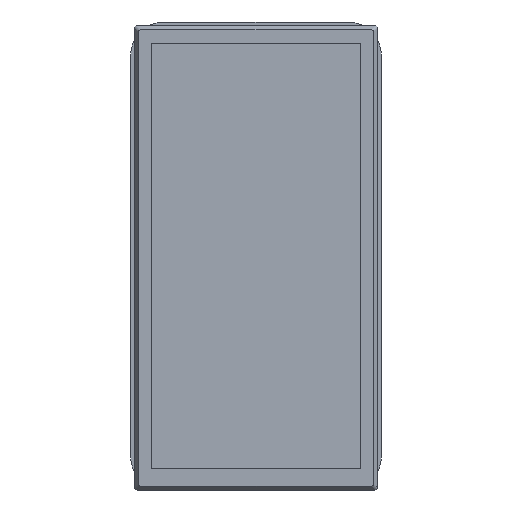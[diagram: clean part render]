
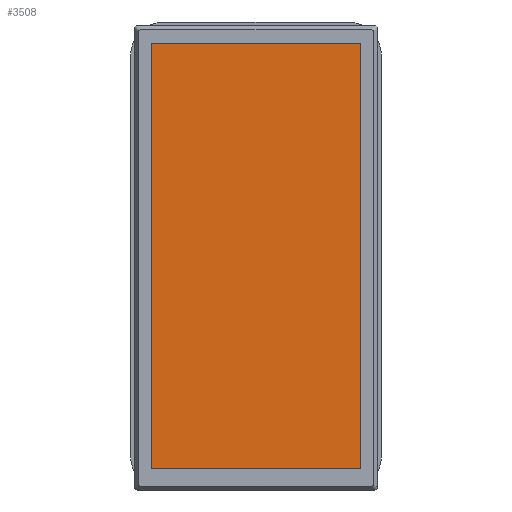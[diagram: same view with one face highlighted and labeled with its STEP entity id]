
A CAD part, front view. The second image highlights one B-rep face of the part: STEP entity #3508.
In plain terms, the highlighted planar face has unit normal (0, -1, 0).
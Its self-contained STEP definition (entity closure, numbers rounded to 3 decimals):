
#70 = ORIENTED_EDGE ( 'NONE', *, *, #3256, .F. ) ;
#71 = ORIENTED_EDGE ( 'NONE', *, *, #3260, .F. ) ;
#72 = ORIENTED_EDGE ( 'NONE', *, *, #3250, .F. ) ;
#73 = ORIENTED_EDGE ( 'NONE', *, *, #3253, .F. ) ;
#303 = CARTESIAN_POINT ( 'NONE',  ( -92.5, 0., -178.5 ) ) ;
#304 = CARTESIAN_POINT ( 'NONE',  ( -92.5, 0., 178.5 ) ) ;
#307 = CARTESIAN_POINT ( 'NONE',  ( 92.5, 0., 178.5 ) ) ;
#309 = CARTESIAN_POINT ( 'NONE',  ( 92.5, 0., -178.5 ) ) ;
#351 = AXIS2_PLACEMENT_3D ( 'NONE', #2126, #2127, #2128 ) ;
#353 = FACE_OUTER_BOUND ( 'NONE', #1906, .T. ) ;
#462 = VECTOR ( 'NONE', #2814, 1000. ) ;
#464 = VECTOR ( 'NONE', #2820, 1000. ) ;
#467 = VECTOR ( 'NONE', #2829, 1000. ) ;
#1906 = EDGE_LOOP ( 'NONE', ( #71, #72, #73, #70 ) ) ;
#2125 = PLANE ( 'NONE',  #351 ) ;
#2126 = CARTESIAN_POINT ( 'NONE',  ( -92.5, 0., 178.5 ) ) ;
#2127 = DIRECTION ( 'NONE',  ( 0., 1., 0. ) ) ;
#2128 = DIRECTION ( 'NONE',  ( 0., 0., 1. ) ) ;
#2383 = VERTEX_POINT ( 'NONE', #303 ) ;
#2384 = VERTEX_POINT ( 'NONE', #304 ) ;
#2387 = VERTEX_POINT ( 'NONE', #307 ) ;
#2389 = VERTEX_POINT ( 'NONE', #309 ) ;
#2812 = LINE ( 'NONE', #2813, #462 ) ;
#2813 = CARTESIAN_POINT ( 'NONE',  ( -92.5, 0., -178.5 ) ) ;
#2814 = DIRECTION ( 'NONE',  ( -1., 0., 0. ) ) ;
#2818 = LINE ( 'NONE', #2819, #464 ) ;
#2819 = CARTESIAN_POINT ( 'NONE',  ( 92.5, 0., -178.5 ) ) ;
#2820 = DIRECTION ( 'NONE',  ( 0., 0., -1. ) ) ;
#2827 = LINE ( 'NONE', #2828, #467 ) ;
#2828 = CARTESIAN_POINT ( 'NONE',  ( -92.5, 0., 178.5 ) ) ;
#2829 = DIRECTION ( 'NONE',  ( 1., 0., 0. ) ) ;
#2839 = LINE ( 'NONE', #2840, #3115 ) ;
#2840 = CARTESIAN_POINT ( 'NONE',  ( -92.5, 0., -178.5 ) ) ;
#2841 = DIRECTION ( 'NONE',  ( 0., 0., 1. ) ) ;
#3115 = VECTOR ( 'NONE', #2841, 1000. ) ;
#3250 = EDGE_CURVE ( 'NONE', #2389, #2383, #2812, .T. ) ;
#3253 = EDGE_CURVE ( 'NONE', #2387, #2389, #2818, .T. ) ;
#3256 = EDGE_CURVE ( 'NONE', #2384, #2387, #2827, .T. ) ;
#3260 = EDGE_CURVE ( 'NONE', #2383, #2384, #2839, .T. ) ;
#3508 = ADVANCED_FACE ( 'NONE', ( #353 ), #2125, .F. ) ;
